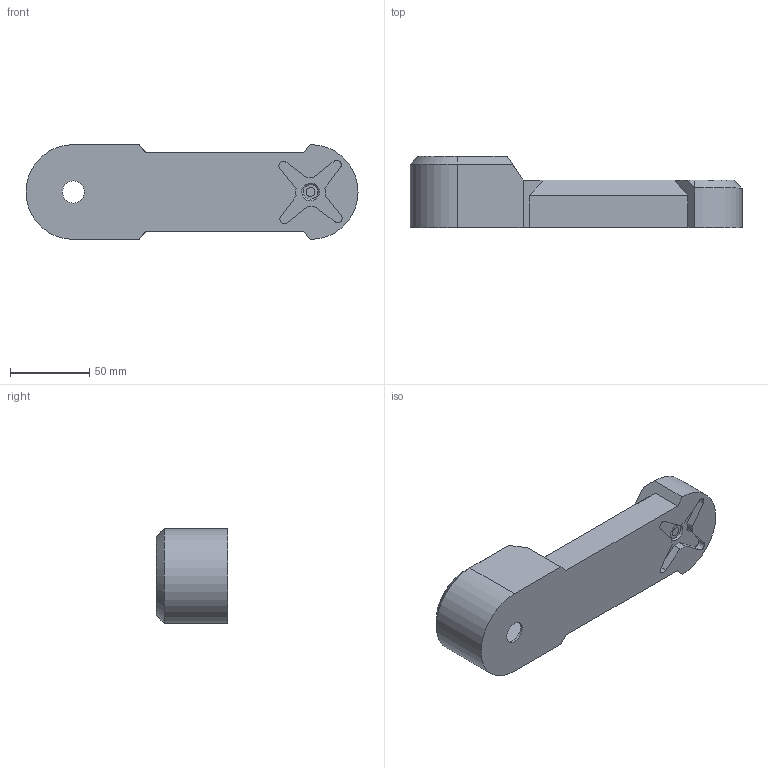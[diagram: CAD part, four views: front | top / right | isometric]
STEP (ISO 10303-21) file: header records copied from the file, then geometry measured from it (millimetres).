
FILE_DESCRIPTION (( 'STEP AP214' ), '1' );
FILE_NAME ('Arm bottom.STEP', '2024-07-14T21:35:50', ( '' ), ( '' ), 'SwSTEP 2.0', 'SolidWorks 2023', '' );
FILE_SCHEMA (( 'AUTOMOTIVE_DESIGN' ));
Length unit declared in the file: millimetre
Products named in the file (1): Arm bottom
Bounding box: 210 x 45 x 60 mm (x, y, z)
Volume: 311595.3 mm3; surface area: 44488.4 mm2
Topology: 1 solids, 1 shells, 54 faces, 141 edges, 92 vertices
Faces by surface type: plane 33, cylinder 15, cone 6
Entity records: 1688 total; most frequent: CARTESIAN_POINT 298, DIRECTION 287, ORIENTED_EDGE 282, EDGE_CURVE 141, VECTOR 101, LINE 101, AXIS2_PLACEMENT_3D 93, VERTEX_POINT 92
